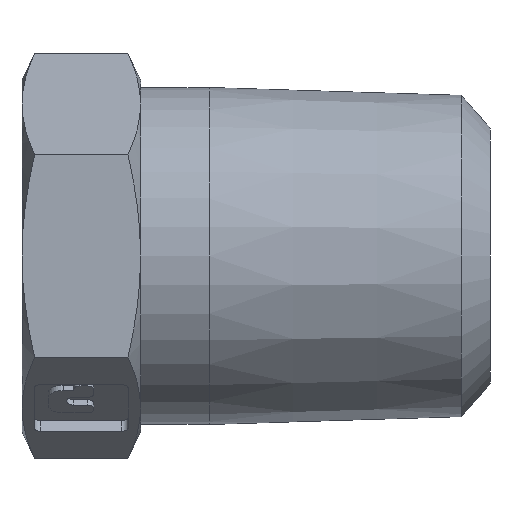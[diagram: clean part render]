
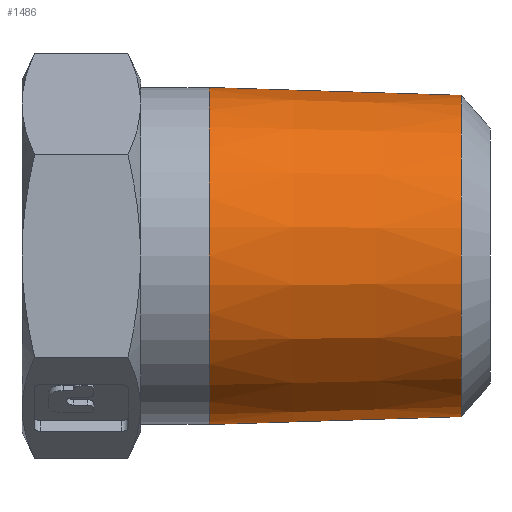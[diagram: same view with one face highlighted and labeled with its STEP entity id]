
A CAD part, front view. The second image highlights one B-rep face of the part: STEP entity #1486.
In plain terms, the highlighted conical face has half-angle 1.783 degrees and reference radius 6.68 mm.
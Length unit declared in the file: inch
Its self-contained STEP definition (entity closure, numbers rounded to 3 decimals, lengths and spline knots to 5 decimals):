
#18=CONICAL_SURFACE('',#1635,0.263,1.783);
#65=FACE_BOUND('',#276,.T.);
#178=FACE_OUTER_BOUND('',#275,.T.);
#275=EDGE_LOOP('',(#1311));
#276=EDGE_LOOP('',(#1312));
#591=CIRCLE('',#1633,0.25742);
#593=CIRCLE('',#1636,0.27);
#733=VERTEX_POINT('',#2499);
#735=VERTEX_POINT('',#2504);
#929=EDGE_CURVE('',#733,#733,#591,.T.);
#931=EDGE_CURVE('',#735,#735,#593,.T.);
#1311=ORIENTED_EDGE('',*,*,#929,.T.);
#1312=ORIENTED_EDGE('',*,*,#931,.F.);
#1486=ADVANCED_FACE('',(#178,#65),#18,.T.);
#1633=AXIS2_PLACEMENT_3D('',#2500,#2034,#2035);
#1635=AXIS2_PLACEMENT_3D('',#2503,#2038,#2039);
#1636=AXIS2_PLACEMENT_3D('',#2505,#2040,#2041);
#2034=DIRECTION('center_axis',(-1.,0.,0.));
#2035=DIRECTION('ref_axis',(0.,0.,1.));
#2038=DIRECTION('center_axis',(-1.,0.,0.));
#2039=DIRECTION('ref_axis',(0.,0.,1.));
#2040=DIRECTION('center_axis',(-1.,0.,0.));
#2041=DIRECTION('ref_axis',(0.,0.,1.));
#2499=CARTESIAN_POINT('',(0.70403,0.,-0.25742));
#2500=CARTESIAN_POINT('Origin',(0.70403,0.,0.));
#2503=CARTESIAN_POINT('Origin',(0.525,0.,0.));
#2504=CARTESIAN_POINT('',(0.3,0.,0.27));
#2505=CARTESIAN_POINT('Origin',(0.3,0.,0.));
